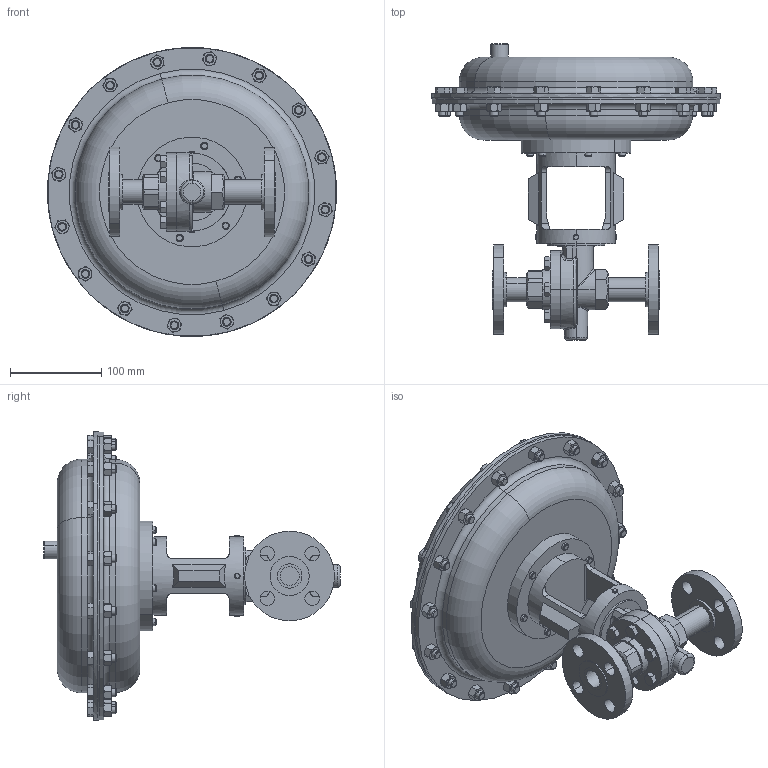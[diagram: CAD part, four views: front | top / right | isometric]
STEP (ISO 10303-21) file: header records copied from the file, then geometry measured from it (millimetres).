
FILE_DESCRIPTION (( 'STEP AP203' ), '1' );
FILE_NAME ('70-075-DI+BR-F3-55M.STEP', '2017-08-23T12:23:24', ( '' ), ( '' ), 'SwSTEP 2.0', 'SolidWorks 2014', '' );
FILE_SCHEMA (( 'CONFIG_CONTROL_DESIGN' ));
Length unit declared in the file: inch
Products named in the file (1): 70-075-DI+BR-F3-55M
Bounding box: 317.5 x 325.25 x 317.5 mm (x, y, z)
Volume: 5727810.5 mm3; surface area: 343999.7 mm2
Topology: 1 solids, 1 shells, 915 faces, 2079 edges, 1251 vertices
Faces by surface type: cone 382, plane 363, cylinder 141, torus 18, bspline 8, sphere 3
Entity records: 29191 total; most frequent: CARTESIAN_POINT 9609, ORIENTED_EDGE 4158, DIRECTION 3843, EDGE_CURVE 2079, AXIS2_PLACEMENT_3D 1593, VERTEX_POINT 1251, EDGE_LOOP 1018, ADVANCED_FACE 915
